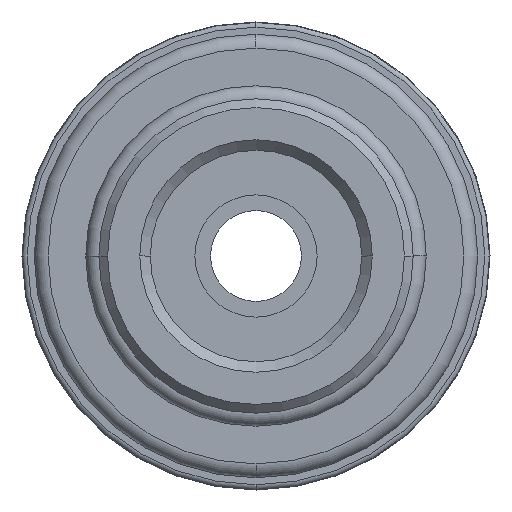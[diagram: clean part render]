
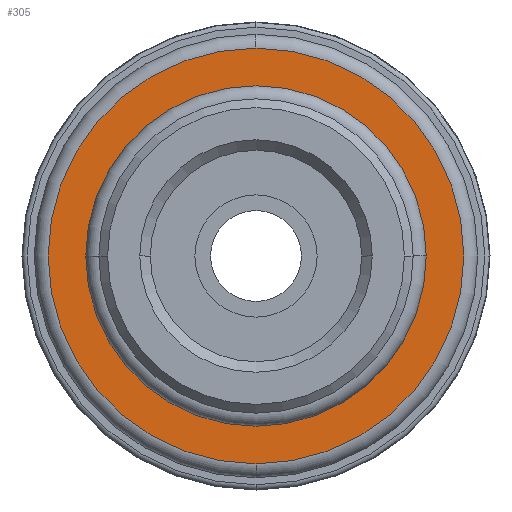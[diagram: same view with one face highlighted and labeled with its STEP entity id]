
A CAD part, front view. The second image highlights one B-rep face of the part: STEP entity #305.
In plain terms, the highlighted planar face has unit normal (0, -1, 0).
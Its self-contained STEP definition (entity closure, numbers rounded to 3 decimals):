
#305=ADVANCED_FACE('',(#666,#667),#668,.T.);
#666=FACE_BOUND('',#15609,.T.);
#667=FACE_OUTER_BOUND('',#15610,.T.);
#668=PLANE('',#15611);
#15609=EDGE_LOOP('',(#30940,#30941,#30942));
#15610=EDGE_LOOP('',(#30943,#30944,#30945));
#15611=AXIS2_PLACEMENT_3D('',#30946,#30947,#30948);
#30940=ORIENTED_EDGE('',*,*,#31699,.T.);
#30941=ORIENTED_EDGE('',*,*,#31408,.T.);
#30942=ORIENTED_EDGE('',*,*,#31700,.T.);
#30943=ORIENTED_EDGE('',*,*,#31648,.F.);
#30944=ORIENTED_EDGE('',*,*,#31647,.F.);
#30945=ORIENTED_EDGE('',*,*,#31403,.F.);
#30946=CARTESIAN_POINT('',(10.45,2.5,0.0));
#30947=DIRECTION('',(-0.0,-1.0,-0.0));
#30948=DIRECTION('',(-1.0,0.0,0.0));
#31403=EDGE_CURVE('',#31829,#31822,#31831,.T.);
#31408=EDGE_CURVE('',#31834,#31838,#31840,.T.);
#31647=EDGE_CURVE('',#31822,#32209,#32210,.T.);
#31648=EDGE_CURVE('',#32209,#31829,#32211,.T.);
#31699=EDGE_CURVE('',#32275,#31834,#32276,.T.);
#31700=EDGE_CURVE('',#31838,#32275,#32277,.T.);
#31822=VERTEX_POINT('',#32679);
#31829=VERTEX_POINT('',#32686);
#31831=CIRCLE('',#32688,11.9);
#31834=VERTEX_POINT('',#32691);
#31838=VERTEX_POINT('',#32695);
#31840=CIRCLE('',#32697,9.75);
#32209=VERTEX_POINT('',#33469);
#32210=CIRCLE('',#33470,11.9);
#32211=CIRCLE('',#33471,11.9);
#32275=VERTEX_POINT('',#35751);
#32276=CIRCLE('',#35752,9.75);
#32277=CIRCLE('',#35753,9.75);
#32679=CARTESIAN_POINT('',(0.,2.5,11.9));
#32686=CARTESIAN_POINT('',(0.,2.5,-11.9));
#32688=AXIS2_PLACEMENT_3D('',#35998,#35999,#36000);
#32691=CARTESIAN_POINT('',(9.75,2.5,0.));
#32695=CARTESIAN_POINT('',(-9.75,2.5,0.));
#32697=AXIS2_PLACEMENT_3D('',#36010,#36011,#36012);
#33469=CARTESIAN_POINT('',(11.9,2.5,0.0));
#33470=AXIS2_PLACEMENT_3D('',#36380,#36381,#36382);
#33471=AXIS2_PLACEMENT_3D('',#36383,#36384,#36385);
#35751=CARTESIAN_POINT('',(0.,2.5,9.75));
#35752=AXIS2_PLACEMENT_3D('',#36432,#36433,#36434);
#35753=AXIS2_PLACEMENT_3D('',#36435,#36436,#36437);
#35998=CARTESIAN_POINT('',(0.0,2.5,0.0));
#35999=DIRECTION('',(-0.0,1.0,0.0));
#36000=DIRECTION('',(1.0,0.0,0.0));
#36010=CARTESIAN_POINT('',(0.0,2.5,0.0));
#36011=DIRECTION('',(0.0,1.0,0.0));
#36012=DIRECTION('',(0.0,0.0,-1.0));
#36380=CARTESIAN_POINT('',(0.0,2.5,0.0));
#36381=DIRECTION('',(-0.0,1.0,0.0));
#36382=DIRECTION('',(1.0,0.0,0.0));
#36383=CARTESIAN_POINT('',(0.0,2.5,0.0));
#36384=DIRECTION('',(-0.0,1.0,0.0));
#36385=DIRECTION('',(1.0,0.0,0.0));
#36432=CARTESIAN_POINT('',(0.0,2.5,0.0));
#36433=DIRECTION('',(0.0,1.0,0.0));
#36434=DIRECTION('',(0.0,0.0,-1.0));
#36435=CARTESIAN_POINT('',(0.0,2.5,0.0));
#36436=DIRECTION('',(0.0,1.0,0.0));
#36437=DIRECTION('',(0.0,0.0,-1.0));
